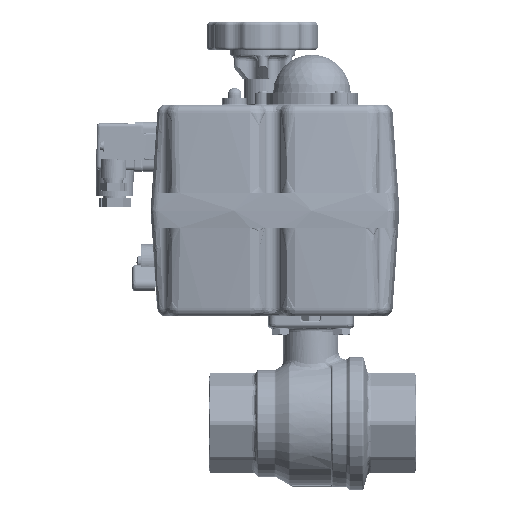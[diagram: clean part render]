
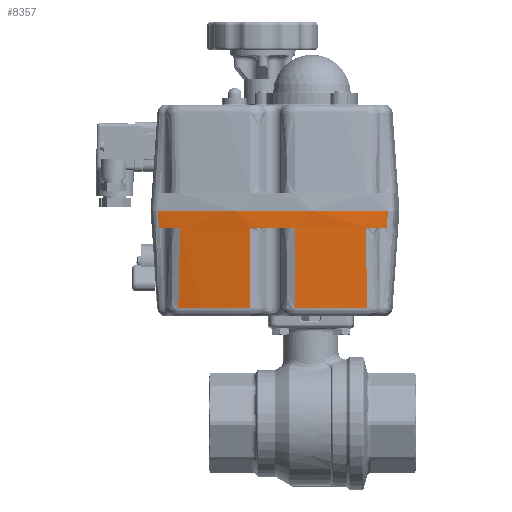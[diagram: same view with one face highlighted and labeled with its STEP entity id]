
A CAD part, front view. The second image highlights one B-rep face of the part: STEP entity #8357.
In plain terms, the highlighted conical face has half-angle 4 degrees and reference radius 403.75 mm.
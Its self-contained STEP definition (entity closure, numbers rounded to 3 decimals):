
#8357=ADVANCED_FACE('',(#21164),#21165,.T.);
#21164=FACE_OUTER_BOUND('',#43727,.T.);
#21165=CONICAL_SURFACE('',#43728,403.75,0.07);
#43727=EDGE_LOOP('',(#93506,#93507,#93508,#93509,#93510,#93511,#93512,#93513,#93514,#93515,#93516,#93517));
#43728=AXIS2_PLACEMENT_3D('',#93518,#93519,#93520);
#93506=ORIENTED_EDGE('',*,*,#137172,.F.);
#93507=ORIENTED_EDGE('',*,*,#137255,.F.);
#93508=ORIENTED_EDGE('',*,*,#137709,.F.);
#93509=ORIENTED_EDGE('',*,*,#137707,.F.);
#93510=ORIENTED_EDGE('',*,*,#137703,.F.);
#93511=ORIENTED_EDGE('',*,*,#137710,.F.);
#93512=ORIENTED_EDGE('',*,*,#137711,.F.);
#93513=ORIENTED_EDGE('',*,*,#137263,.F.);
#93514=ORIENTED_EDGE('',*,*,#137151,.F.);
#93515=ORIENTED_EDGE('',*,*,#137261,.F.);
#93516=ORIENTED_EDGE('',*,*,#137712,.F.);
#93517=ORIENTED_EDGE('',*,*,#137257,.F.);
#93518=CARTESIAN_POINT('',(-22.061,347.936,123.5));
#93519=DIRECTION('',(0.,0.,1.0));
#93520=DIRECTION('',(1.0,0.,0.));
#137151=EDGE_CURVE('',#158400,#158395,#158402,.T.);
#137172=EDGE_CURVE('',#158428,#158422,#158430,.T.);
#137255=EDGE_CURVE('',#158535,#158428,#158537,.T.);
#137257=EDGE_CURVE('',#158422,#158539,#158540,.T.);
#137261=EDGE_CURVE('',#158543,#158400,#158545,.T.);
#137263=EDGE_CURVE('',#158395,#158547,#158548,.T.);
#137703=EDGE_CURVE('',#159121,#159123,#159124,.T.);
#137707=EDGE_CURVE('',#159123,#159127,#159129,.T.);
#137709=EDGE_CURVE('',#159127,#158535,#159131,.T.);
#137710=EDGE_CURVE('',#159132,#159121,#159133,.T.);
#137711=EDGE_CURVE('',#158547,#159132,#159134,.T.);
#137712=EDGE_CURVE('',#158539,#158543,#159135,.T.);
#158395=VERTEX_POINT('',#188327);
#158400=VERTEX_POINT('',#188332);
#158402=CIRCLE('',#188334,399.775);
#158422=VERTEX_POINT('',#188422);
#158428=VERTEX_POINT('',#188466);
#158430=CIRCLE('',#188468,399.775);
#158535=VERTEX_POINT('',#188982);
#158537=B_SPLINE_CURVE_WITH_KNOTS('',3,(#188996,#188997,#188998,#188999,#189000,#189001,#189002,#189003,#189004,#189005,#189006,#189007),.UNSPECIFIED.,.F.,.F.,(4,2,2,2,2,4),(13.201,17.487,20.665,30.433,46.062,60.189),.UNSPECIFIED.);
#158539=VERTEX_POINT('',#189009);
#158540=LINE('',#189010,#189011);
#158543=VERTEX_POINT('',#189026);
#158545=LINE('',#189040,#189041);
#158547=VERTEX_POINT('',#189043);
#158548=B_SPLINE_CURVE_WITH_KNOTS('',3,(#189044,#189045,#189046,#189047,#189048,#189049,#189050,#189051,#189052,#189053,#189054,#189055,#189056,#189057),.UNSPECIFIED.,.F.,.F.,(4,2,2,2,2,2,4),(17.956,21.725,26.752,29.895,39.663,55.291,64.945),.UNSPECIFIED.);
#159121=VERTEX_POINT('',#190423);
#159123=VERTEX_POINT('',#190455);
#159124=CIRCLE('',#190456,403.75);
#159127=VERTEX_POINT('',#190489);
#159129=B_SPLINE_CURVE_WITH_KNOTS('',3,(#190521,#190522,#190523,#190524,#190525,#190526),.UNSPECIFIED.,.F.,.F.,(4,2,4),(5.022,6.639,15.06),.UNSPECIFIED.);
#159131=CIRCLE('',#190528,403.051);
#159132=VERTEX_POINT('',#190529);
#159133=B_SPLINE_CURVE_WITH_KNOTS('',3,(#190530,#190531,#190532,#190533,#190534),.UNSPECIFIED.,.F.,.F.,(4,1,4),(5.021,13.443,15.063),.UNSPECIFIED.);
#159134=CIRCLE('',#190535,403.051);
#159135=CIRCLE('',#190536,403.051);
#188327=CARTESIAN_POINT('',(-76.971,-48.05,66.651));
#188332=CARTESIAN_POINT('',(-35.09,-51.626,66.651));
#188334=AXIS2_PLACEMENT_3D('',#238784,#238785,#238786);
#188422=CARTESIAN_POINT('',(-9.032,-51.626,66.651));
#188466=CARTESIAN_POINT('',(32.849,-48.05,66.651));
#188468=AXIS2_PLACEMENT_3D('',#238811,#238812,#238813);
#188982=CARTESIAN_POINT('',(31.754,-51.506,113.5));
#188996=CARTESIAN_POINT('',(31.754,-51.506,113.5));
#188997=CARTESIAN_POINT('',(31.771,-51.403,112.075));
#188998=CARTESIAN_POINT('',(31.79,-51.3,110.65));
#188999=CARTESIAN_POINT('',(31.826,-51.12,108.168));
#189000=CARTESIAN_POINT('',(31.841,-51.043,107.112));
#189001=CARTESIAN_POINT('',(31.909,-50.731,102.809));
#189002=CARTESIAN_POINT('',(31.966,-50.494,99.562));
#189003=CARTESIAN_POINT('',(32.136,-49.875,91.12));
#189004=CARTESIAN_POINT('',(32.258,-49.492,85.926));
#189005=CARTESIAN_POINT('',(32.533,-48.756,76.038));
#189006=CARTESIAN_POINT('',(32.681,-48.404,71.344));
#189007=CARTESIAN_POINT('',(32.849,-48.05,66.651));
#189009=CARTESIAN_POINT('',(-9.034,-54.904,113.5));
#189010=CARTESIAN_POINT('',(-9.032,-51.626,66.651));
#189011=VECTOR('',#238897,46.963);
#189026=CARTESIAN_POINT('',(-35.088,-54.904,113.5));
#189040=CARTESIAN_POINT('',(-35.088,-54.904,113.5));
#189041=VECTOR('',#238898,46.963);
#189043=CARTESIAN_POINT('',(-75.875,-51.506,113.5));
#189044=CARTESIAN_POINT('',(-76.971,-48.05,66.651));
#189045=CARTESIAN_POINT('',(-76.926,-48.144,67.903));
#189046=CARTESIAN_POINT('',(-76.883,-48.239,69.155));
#189047=CARTESIAN_POINT('',(-76.785,-48.459,72.077));
#189048=CARTESIAN_POINT('',(-76.731,-48.584,73.748));
#189049=CARTESIAN_POINT('',(-76.648,-48.787,76.462));
#189050=CARTESIAN_POINT('',(-76.617,-48.865,77.506));
#189051=CARTESIAN_POINT('',(-76.492,-49.185,81.796));
#189052=CARTESIAN_POINT('',(-76.407,-49.426,85.042));
#189053=CARTESIAN_POINT('',(-76.205,-50.049,93.483));
#189054=CARTESIAN_POINT('',(-76.101,-50.43,98.677));
#189055=CARTESIAN_POINT('',(-75.962,-51.041,107.082));
#189056=CARTESIAN_POINT('',(-75.915,-51.274,110.291));
#189057=CARTESIAN_POINT('',(-75.875,-51.506,113.5));
#190423=CARTESIAN_POINT('',(-88.899,-50.243,123.5));
#190455=CARTESIAN_POINT('',(44.776,-50.244,123.5));
#190456=AXIS2_PLACEMENT_3D('',#239429,#239430,#239431);
#190489=CARTESIAN_POINT('',(44.133,-49.642,113.5));
#190521=CARTESIAN_POINT('',(44.776,-50.244,123.5));
#190522=CARTESIAN_POINT('',(44.741,-50.211,122.963));
#190523=CARTESIAN_POINT('',(44.707,-50.179,122.426));
#190524=CARTESIAN_POINT('',(44.493,-49.978,119.092));
#190525=CARTESIAN_POINT('',(44.313,-49.81,116.296));
#190526=CARTESIAN_POINT('',(44.133,-49.642,113.5));
#190528=AXIS2_PLACEMENT_3D('',#239432,#239433,#239434);
#190529=CARTESIAN_POINT('',(-88.192,-49.652,113.5));
#190530=CARTESIAN_POINT('',(-88.192,-49.652,113.5));
#190531=CARTESIAN_POINT('',(-88.39,-49.818,116.296));
#190532=CARTESIAN_POINT('',(-88.625,-50.015,119.629));
#190533=CARTESIAN_POINT('',(-88.861,-50.212,122.962));
#190534=CARTESIAN_POINT('',(-88.899,-50.243,123.5));
#190535=AXIS2_PLACEMENT_3D('',#239435,#239436,#239437);
#190536=AXIS2_PLACEMENT_3D('',#239438,#239439,#239440);
#238784=CARTESIAN_POINT('',(-22.061,347.936,66.651));
#238785=DIRECTION('',(0.,0.,-1.0));
#238786=DIRECTION('',(-0.085,-0.996,0.));
#238811=CARTESIAN_POINT('',(-22.061,347.936,66.651));
#238812=DIRECTION('',(0.,0.,-1.0));
#238813=DIRECTION('',(0.085,-0.996,0.));
#238897=DIRECTION('',(0.,-0.07,0.998));
#238898=DIRECTION('',(0.,0.07,-0.998));
#239429=CARTESIAN_POINT('',(-22.061,347.936,123.5));
#239430=DIRECTION('',(0.,0.,1.0));
#239431=DIRECTION('',(1.0,0.,0.));
#239432=CARTESIAN_POINT('',(-22.061,347.936,113.5));
#239433=DIRECTION('',(0.,0.,-1.0));
#239434=DIRECTION('',(1.0,0.,0.));
#239435=CARTESIAN_POINT('',(-22.061,347.936,113.5));
#239436=DIRECTION('',(0.,0.,-1.0));
#239437=DIRECTION('',(1.0,0.,0.));
#239438=CARTESIAN_POINT('',(-22.061,347.936,113.5));
#239439=DIRECTION('',(0.,0.,-1.0));
#239440=DIRECTION('',(1.0,0.,0.));
